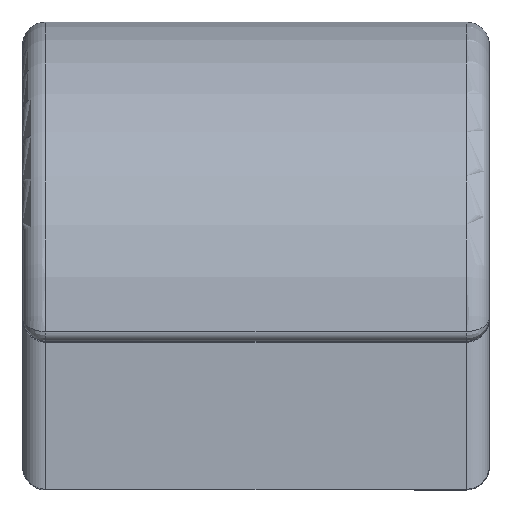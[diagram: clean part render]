
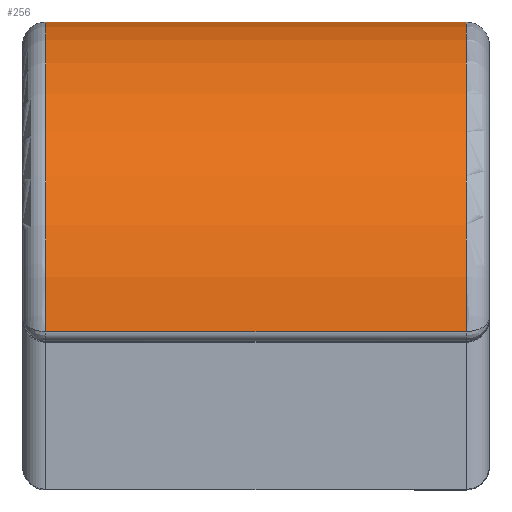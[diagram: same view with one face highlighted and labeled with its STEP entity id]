
A CAD part, top view. The second image highlights one B-rep face of the part: STEP entity #256.
In plain terms, the highlighted cylindrical face has radius 6.85 mm (diameter 13.7 mm), a partial arc.
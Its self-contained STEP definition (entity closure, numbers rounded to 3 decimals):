
#56 = EDGE_CURVE('',#57,#59,#61,.T.);
#57 = VERTEX_POINT('',#58);
#58 = CARTESIAN_POINT('',(0.5,10.,15.));
#59 = VERTEX_POINT('',#60);
#60 = CARTESIAN_POINT('',(9.5,10.,15.));
#61 = LINE('',#62,#63);
#62 = CARTESIAN_POINT('',(0.,10.,15.));
#63 = VECTOR('',#64,1.);
#64 = DIRECTION('',(1.,0.,0.));
#256 = ADVANCED_FACE('',(#257),#284,.T.);
#257 = FACE_BOUND('',#258,.F.);
#258 = EDGE_LOOP('',(#259,#268,#269,#278));
#259 = ORIENTED_EDGE('',*,*,#260,.T.);
#260 = EDGE_CURVE('',#261,#57,#263,.T.);
#261 = VERTEX_POINT('',#262);
#262 = CARTESIAN_POINT('',(0.5,3.356,21.847));
#263 = CIRCLE('',#264,6.85);
#264 = AXIS2_PLACEMENT_3D('',#265,#266,#267);
#265 = CARTESIAN_POINT('',(0.5,3.15,15.));
#266 = DIRECTION('',(-1.,0.,0.));
#267 = DIRECTION('',(0.,0.,1.));
#268 = ORIENTED_EDGE('',*,*,#56,.T.);
#269 = ORIENTED_EDGE('',*,*,#270,.F.);
#270 = EDGE_CURVE('',#271,#59,#273,.T.);
#271 = VERTEX_POINT('',#272);
#272 = CARTESIAN_POINT('',(9.5,3.356,21.847));
#273 = CIRCLE('',#274,6.85);
#274 = AXIS2_PLACEMENT_3D('',#275,#276,#277);
#275 = CARTESIAN_POINT('',(9.5,3.15,15.));
#276 = DIRECTION('',(-1.,0.,0.));
#277 = DIRECTION('',(0.,0.,1.));
#278 = ORIENTED_EDGE('',*,*,#279,.F.);
#279 = EDGE_CURVE('',#261,#271,#280,.T.);
#280 = LINE('',#281,#282);
#281 = CARTESIAN_POINT('',(0.5,3.356,21.847));
#282 = VECTOR('',#283,1.);
#283 = DIRECTION('',(1.,0.,0.));
#284 = CYLINDRICAL_SURFACE('',#285,6.85);
#285 = AXIS2_PLACEMENT_3D('',#286,#287,#288);
#286 = CARTESIAN_POINT('',(0.,3.15,15.));
#287 = DIRECTION('',(-1.,0.,0.));
#288 = DIRECTION('',(0.,1.,0.));
